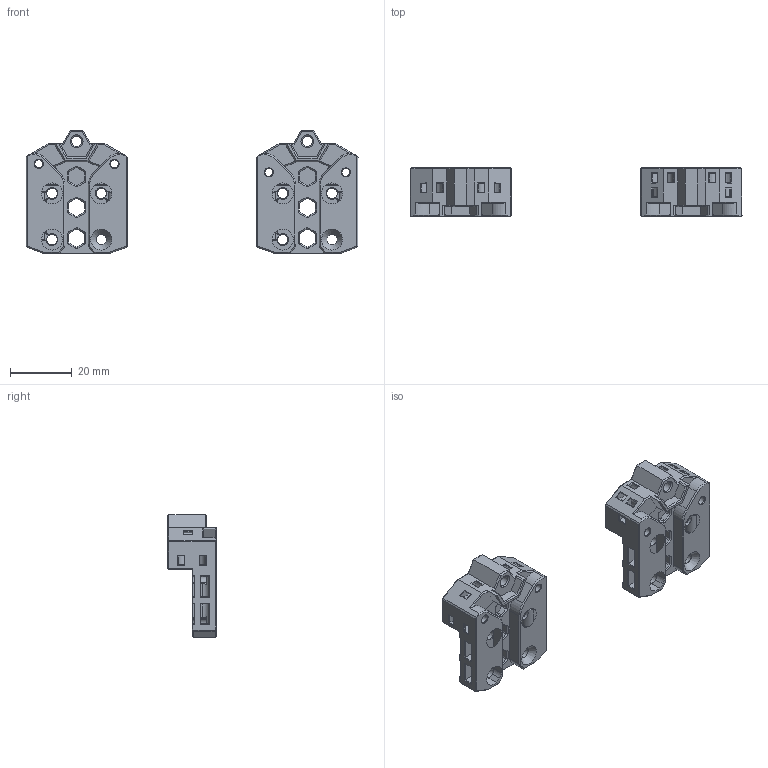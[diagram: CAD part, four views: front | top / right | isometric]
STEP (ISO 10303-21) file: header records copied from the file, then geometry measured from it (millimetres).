
FILE_DESCRIPTION(/* description */ ('','CAx-IF Rec.Pracs.---Representation and Presentation of Product Manufacturing Information (PMI)---4.0---2014-10-13'),/* implementation_level */ '2;1');
FILE_NAME(/* name */ 'hexmetal_normaldb_mounting.step',/* time_stamp */ '2025-02-11T23:34:26Z',/* author */ (''),/* organization */ (''),/* preprocessor_version */ 'ST-DEVELOPER v20',/* originating_system */ 'Autodesk Translation Framework v13.20.0.188',/* authorisation */ '');
FILE_SCHEMA (('AP242_MANAGED_MODEL_BASED_3D_ENGINEERING_MIM_LF { 1 0 10303 442 1 1 4 }'));
Length unit declared in the file: millimetre
Products named in the file (1): SLM HX0 Carriage V2.4
Bounding box: 107.9 x 15.8 x 39.95 mm (x, y, z)
Volume: 17731.4 mm3; surface area: 11950.9 mm2
Topology: 2 solids, 2 shells, 983 faces, 2695 edges, 1706 vertices
Faces by surface type: plane 616, cylinder 238, cone 117, bspline 12
Full cylindrical faces by diameter (mm): 2.6 x8, 3.4 x10, 4 x4
Entity records: 31363 total; most frequent: CARTESIAN_POINT 6001, ORIENTED_EDGE 5390, DIRECTION 5214, EDGE_CURVE 2695, LINE 1944, VECTOR 1944, VERTEX_POINT 1706, AXIS2_PLACEMENT_3D 1635
